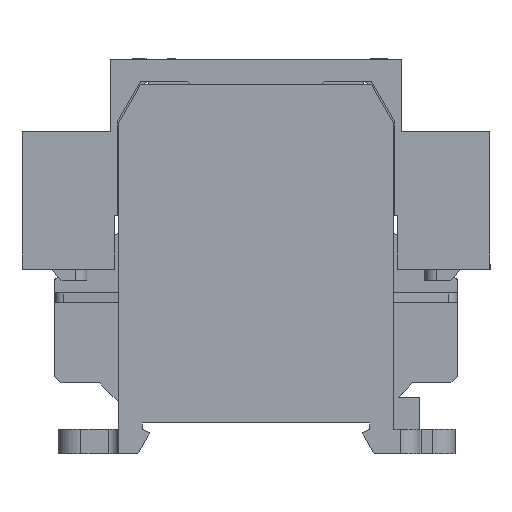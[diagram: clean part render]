
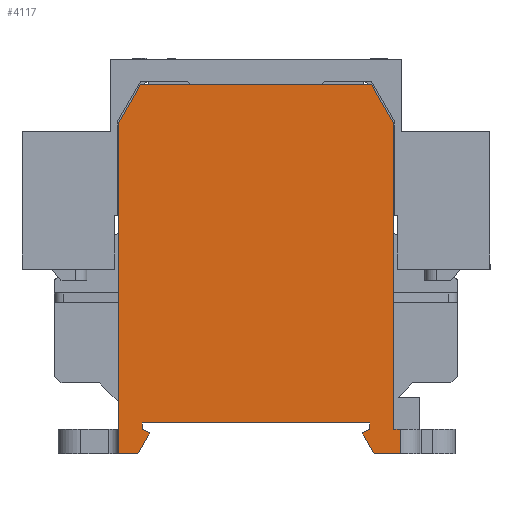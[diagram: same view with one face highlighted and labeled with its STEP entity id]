
A CAD part, left-side view. The second image highlights one B-rep face of the part: STEP entity #4117.
In plain terms, the highlighted face is planar.
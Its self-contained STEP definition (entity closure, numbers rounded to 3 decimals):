
#3201=FACE_OUTER_BOUND('',#5496,.T.);
#4117=ADVANCED_FACE('',(#3201),#21869,.T.);
#5496=EDGE_LOOP('',(#10660,#10661,#10662,#10663,#10664,#10665,#10666,#10667,
#10668,#10669,#10670,#10671,#10672,#10673,#10674,#10675));
#6644=LINE('',#31399,#8336);
#6656=LINE('',#31428,#8348);
#6700=LINE('',#31517,#8392);
#6770=LINE('',#31697,#8462);
#6781=LINE('',#31741,#8473);
#6806=LINE('',#31819,#8498);
#6808=LINE('',#31822,#8500);
#6811=LINE('',#31828,#8503);
#6818=LINE('',#31851,#8510);
#6821=LINE('',#31857,#8513);
#6824=LINE('',#31863,#8516);
#6827=LINE('',#31869,#8519);
#6830=LINE('',#31875,#8522);
#6833=LINE('',#31881,#8525);
#6835=LINE('',#31884,#8527);
#6836=LINE('',#31886,#8528);
#8336=VECTOR('',#24885,1.);
#8348=VECTOR('',#24907,1.);
#8392=VECTOR('',#24961,1.);
#8462=VECTOR('',#25103,1.);
#8473=VECTOR('',#25138,1.);
#8498=VECTOR('',#25195,1.);
#8500=VECTOR('',#25199,1.);
#8503=VECTOR('',#25204,1.);
#8510=VECTOR('',#25223,1.);
#8513=VECTOR('',#25228,1.);
#8516=VECTOR('',#25233,1.);
#8519=VECTOR('',#25238,1.);
#8522=VECTOR('',#25243,1.);
#8525=VECTOR('',#25248,1.);
#8527=VECTOR('',#25252,1.);
#8528=VECTOR('',#25255,1.);
#10660=ORIENTED_EDGE('',*,*,#17349,.T.);
#10661=ORIENTED_EDGE('',*,*,#17424,.F.);
#10662=ORIENTED_EDGE('',*,*,#17327,.F.);
#10663=ORIENTED_EDGE('',*,*,#17195,.T.);
#10664=ORIENTED_EDGE('',*,*,#17389,.T.);
#10665=ORIENTED_EDGE('',*,*,#17181,.T.);
#10666=ORIENTED_EDGE('',*,*,#17391,.T.);
#10667=ORIENTED_EDGE('',*,*,#17239,.T.);
#10668=ORIENTED_EDGE('',*,*,#17394,.T.);
#10669=ORIENTED_EDGE('',*,*,#17406,.T.);
#10670=ORIENTED_EDGE('',*,*,#17409,.T.);
#10671=ORIENTED_EDGE('',*,*,#17412,.T.);
#10672=ORIENTED_EDGE('',*,*,#17415,.T.);
#10673=ORIENTED_EDGE('',*,*,#17418,.T.);
#10674=ORIENTED_EDGE('',*,*,#17421,.T.);
#10675=ORIENTED_EDGE('',*,*,#17423,.T.);
#15444=VERTEX_POINT('',#31398);
#15445=VERTEX_POINT('',#31400);
#15456=VERTEX_POINT('',#31427);
#15457=VERTEX_POINT('',#31429);
#15496=VERTEX_POINT('',#31516);
#15497=VERTEX_POINT('',#31518);
#15571=VERTEX_POINT('',#31698);
#15590=VERTEX_POINT('',#31739);
#15592=VERTEX_POINT('',#31742);
#15630=VERTEX_POINT('',#31827);
#15640=VERTEX_POINT('',#31850);
#15642=VERTEX_POINT('',#31856);
#15644=VERTEX_POINT('',#31862);
#15646=VERTEX_POINT('',#31868);
#15648=VERTEX_POINT('',#31874);
#15650=VERTEX_POINT('',#31880);
#17181=EDGE_CURVE('',#15445,#15444,#6644,.T.);
#17195=EDGE_CURVE('',#15457,#15456,#6656,.T.);
#17239=EDGE_CURVE('',#15497,#15496,#6700,.T.);
#17327=EDGE_CURVE('',#15457,#15571,#6770,.T.);
#17349=EDGE_CURVE('',#15592,#15590,#6781,.T.);
#17389=EDGE_CURVE('',#15456,#15445,#6806,.T.);
#17391=EDGE_CURVE('',#15444,#15497,#6808,.T.);
#17394=EDGE_CURVE('',#15496,#15630,#6811,.T.);
#17406=EDGE_CURVE('',#15630,#15640,#6818,.T.);
#17409=EDGE_CURVE('',#15640,#15642,#6821,.T.);
#17412=EDGE_CURVE('',#15642,#15644,#6824,.T.);
#17415=EDGE_CURVE('',#15644,#15646,#6827,.T.);
#17418=EDGE_CURVE('',#15646,#15648,#6830,.T.);
#17421=EDGE_CURVE('',#15648,#15650,#6833,.T.);
#17423=EDGE_CURVE('',#15650,#15592,#6835,.T.);
#17424=EDGE_CURVE('',#15571,#15590,#6836,.T.);
#21869=PLANE('',#23679);
#23679=AXIS2_PLACEMENT_3D('',#31887,#25256,#25257);
#24885=DIRECTION('',(0.,1.,0.));
#24907=DIRECTION('',(1.,0.,0.));
#24961=DIRECTION('',(-1.,0.,0.));
#25103=DIRECTION('',(0.,-1.,0.));
#25138=DIRECTION('',(0.,-1.,0.));
#25195=DIRECTION('',(0.866,0.5,0.));
#25199=DIRECTION('',(-0.866,0.5,0.));
#25204=DIRECTION('',(0.,-1.,0.));
#25223=DIRECTION('',(0.866,-0.5,0.));
#25228=DIRECTION('',(0.423,0.906,0.));
#25233=DIRECTION('',(1.,0.,0.));
#25238=DIRECTION('',(0.,-1.,0.));
#25243=DIRECTION('',(-1.,0.,0.));
#25248=DIRECTION('',(-0.423,0.906,0.));
#25252=DIRECTION('',(-0.866,-0.5,0.));
#25255=DIRECTION('',(-1.,0.,0.));
#25256=DIRECTION('',(0.,0.,1.));
#25257=DIRECTION('',(1.,0.,0.));
#31398=CARTESIAN_POINT('',(56.7,17.794,18.));
#31399=CARTESIAN_POINT('',(56.7,-17.794,18.));
#31400=CARTESIAN_POINT('',(56.7,-17.794,18.));
#31427=CARTESIAN_POINT('',(50.8,-21.2,18.));
#31428=CARTESIAN_POINT('',(0.,-21.2,18.));
#31429=CARTESIAN_POINT('',(3.7,-21.2,18.));
#31516=CARTESIAN_POINT('',(0.,21.2,18.));
#31517=CARTESIAN_POINT('',(50.8,21.2,18.));
#31518=CARTESIAN_POINT('',(50.8,21.2,18.));
#31697=CARTESIAN_POINT('',(3.7,-21.2,18.));
#31698=CARTESIAN_POINT('',(3.7,-22.2,18.));
#31739=CARTESIAN_POINT('',(0.,-22.2,18.));
#31741=CARTESIAN_POINT('',(0.,-18.177,18.));
#31742=CARTESIAN_POINT('',(0.,-18.177,18.));
#31819=CARTESIAN_POINT('',(50.8,-21.2,18.));
#31822=CARTESIAN_POINT('',(56.7,17.794,18.));
#31827=CARTESIAN_POINT('',(0.,18.177,18.));
#31828=CARTESIAN_POINT('',(0.,21.2,18.));
#31850=CARTESIAN_POINT('',(3.164,16.35,18.));
#31851=CARTESIAN_POINT('',(0.,18.177,18.));
#31856=CARTESIAN_POINT('',(3.7,17.5,18.));
#31857=CARTESIAN_POINT('',(3.164,16.35,18.));
#31862=CARTESIAN_POINT('',(4.7,17.5,18.));
#31863=CARTESIAN_POINT('',(3.7,17.5,18.));
#31868=CARTESIAN_POINT('',(4.7,-17.5,18.));
#31869=CARTESIAN_POINT('',(4.7,17.5,18.));
#31874=CARTESIAN_POINT('',(3.7,-17.5,18.));
#31875=CARTESIAN_POINT('',(4.7,-17.5,18.));
#31880=CARTESIAN_POINT('',(3.164,-16.35,18.));
#31881=CARTESIAN_POINT('',(3.7,-17.5,18.));
#31884=CARTESIAN_POINT('',(3.164,-16.35,18.));
#31886=CARTESIAN_POINT('',(3.7,-22.2,18.));
#31887=CARTESIAN_POINT('',(0.,0.,18.));
